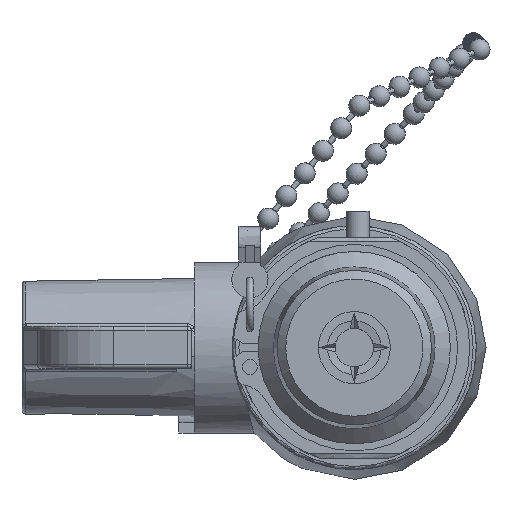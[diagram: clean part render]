
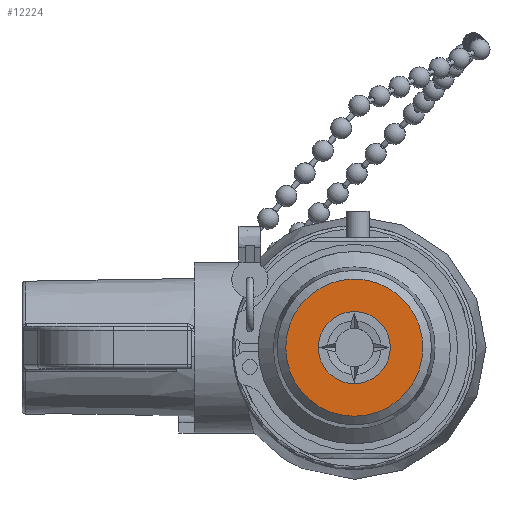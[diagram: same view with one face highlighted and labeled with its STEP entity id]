
A CAD part, left-side view. The second image highlights one B-rep face of the part: STEP entity #12224.
In plain terms, the highlighted planar face has unit normal (-1, 0, 0).
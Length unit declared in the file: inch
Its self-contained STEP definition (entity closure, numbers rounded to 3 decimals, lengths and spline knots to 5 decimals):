
#12061=CARTESIAN_POINT('',(-5.287,0.23438,0.));
#12062=VERTEX_POINT('',#12061);
#12063=CARTESIAN_POINT('',(-5.287,0.,0.));
#12064=DIRECTION('',(1.0,0.0,0.0));
#12065=DIRECTION('',(0.0,1.0,0.0));
#12066=AXIS2_PLACEMENT_3D('',#12063,#12064,#12065);
#12067=CIRCLE('',#12066,0.23438);
#12068=EDGE_CURVE('',#12062,#12062,#12067,.T.);
#12201=CARTESIAN_POINT('',(-5.287,0.44575,0.));
#12202=VERTEX_POINT('',#12201);
#12203=CARTESIAN_POINT('',(-5.287,0.,0.));
#12204=DIRECTION('',(1.0,0.0,0.0));
#12205=DIRECTION('',(0.0,1.0,0.0));
#12206=AXIS2_PLACEMENT_3D('',#12203,#12204,#12205);
#12207=CIRCLE('',#12206,0.44575);
#12208=EDGE_CURVE('',#12202,#12202,#12207,.T.);
#12213=CARTESIAN_POINT('',(-5.287,0.34006,0.));
#12214=DIRECTION('',(-1.0,0.0,0.0));
#12215=DIRECTION('',(0.0,0.0,1.0));
#12216=AXIS2_PLACEMENT_3D('',#12213,#12214,#12215);
#12217=PLANE('',#12216);
#12218=ORIENTED_EDGE('',*,*,#12208,.F.);
#12219=EDGE_LOOP('',(#12218));
#12220=FACE_OUTER_BOUND('',#12219,.T.);
#12221=ORIENTED_EDGE('',*,*,#12068,.T.);
#12222=EDGE_LOOP('',(#12221));
#12223=FACE_BOUND('',#12222,.T.);
#12224=ADVANCED_FACE('',(#12220,#12223),#12217,.T.);
